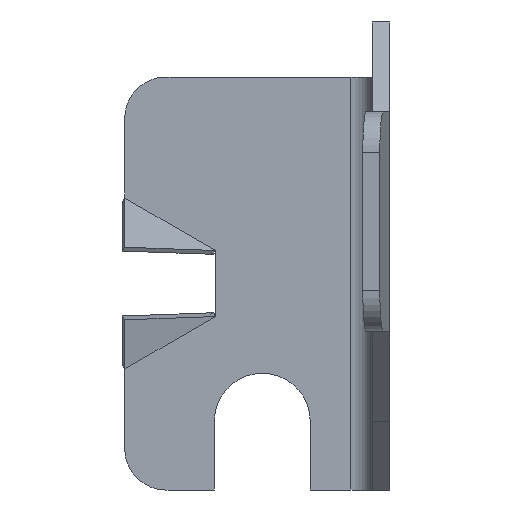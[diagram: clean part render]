
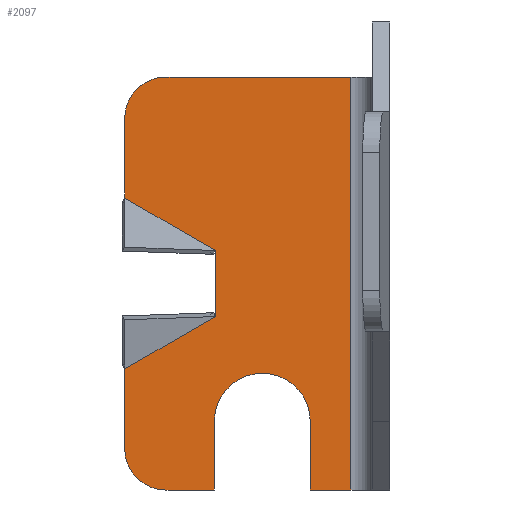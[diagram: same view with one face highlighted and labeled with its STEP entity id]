
A CAD part, left-side view. The second image highlights one B-rep face of the part: STEP entity #2097.
In plain terms, the highlighted planar face has unit normal (-1, 0, 0).
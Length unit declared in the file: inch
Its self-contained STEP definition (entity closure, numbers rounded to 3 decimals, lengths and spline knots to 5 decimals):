
#171 = DIRECTION ( 'NONE',  ( 0., -0.866, -0.5 ) ) ;
#172 = VECTOR ( 'NONE', #171, 39.37008 ) ;
#173 = CARTESIAN_POINT ( 'NONE',  ( 0., 0.285, 0.435 ) ) ;
#174 = LINE ( 'NONE', #173, #172 ) ;
#180 = CARTESIAN_POINT ( 'NONE',  ( 0., 0.285, 0.435 ) ) ;
#185 = DIRECTION ( 'NONE',  ( 0., 0.866, -0.5 ) ) ;
#186 = VECTOR ( 'NONE', #185, 39.37008 ) ;
#187 = CARTESIAN_POINT ( 'NONE',  ( 0., 0.285, 0.315 ) ) ;
#188 = LINE ( 'NONE', #187, #186 ) ;
#266 = CARTESIAN_POINT ( 'NONE',  ( 0., 0.45, 0.53026 ) ) ;
#279 = CARTESIAN_POINT ( 'NONE',  ( 0., 0.039, 0. ) ) ;
#280 = DIRECTION ( 'NONE',  ( 0., 1., 0. ) ) ;
#281 = VECTOR ( 'NONE', #280, 39.37008 ) ;
#282 = CARTESIAN_POINT ( 'NONE',  ( 0., 0.039, 0. ) ) ;
#283 = LINE ( 'NONE', #282, #281 ) ;
#284 = CARTESIAN_POINT ( 'NONE',  ( 0., 0.375, 0. ) ) ;
#329 = CARTESIAN_POINT ( 'NONE',  ( 0., 0.113, 0. ) ) ;
#334 = CARTESIAN_POINT ( 'NONE',  ( 0., 0.287, 0. ) ) ;
#340 = DIRECTION ( 'NONE',  ( 0., 1., 0. ) ) ;
#341 = VECTOR ( 'NONE', #340, 39.37008 ) ;
#342 = CARTESIAN_POINT ( 'NONE',  ( 0., 0.039, 0. ) ) ;
#343 = LINE ( 'NONE', #342, #341 ) ;
#607 = ORIENTED_EDGE ( 'NONE', *, *, #608, .T. ) ;
#608 = EDGE_CURVE ( 'NONE', #624, #674, #1279, .T. ) ;
#610 = VERTEX_POINT ( 'NONE', #1332 ) ;
#619 = EDGE_CURVE ( 'NONE', #610, #2241, #1325, .T. ) ;
#622 = EDGE_CURVE ( 'NONE', #624, #610, #1316, .T. ) ;
#623 = ORIENTED_EDGE ( 'NONE', *, *, #622, .F. ) ;
#624 = VERTEX_POINT ( 'NONE', #1312 ) ;
#643 = EDGE_CURVE ( 'NONE', #2192, #644, #1345, .T. ) ;
#644 = VERTEX_POINT ( 'NONE', #1341 ) ;
#647 = ORIENTED_EDGE ( 'NONE', *, *, #2184, .T. ) ;
#674 = VERTEX_POINT ( 'NONE', #1417 ) ;
#675 = EDGE_CURVE ( 'NONE', #674, #2249, #1416, .T. ) ;
#749 = DIRECTION ( 'NONE',  ( 0., 0., 1. ) ) ;
#1276 = DIRECTION ( 'NONE',  ( -1., 0., 0. ) ) ;
#1277 = CARTESIAN_POINT ( 'NONE',  ( 0., 0.375, 0.675 ) ) ;
#1278 = AXIS2_PLACEMENT_3D ( 'NONE', #1277, #1276, #749 ) ;
#1279 = CIRCLE ( 'NONE', #1278, 0.075 ) ;
#1312 = CARTESIAN_POINT ( 'NONE',  ( 0., 0.375, 0.75 ) ) ;
#1313 = DIRECTION ( 'NONE',  ( 0., -1., 0. ) ) ;
#1314 = VECTOR ( 'NONE', #1313, 39.37008 ) ;
#1315 = CARTESIAN_POINT ( 'NONE',  ( 0., 0.039, 0.75 ) ) ;
#1316 = LINE ( 'NONE', #1315, #1314 ) ;
#1322 = DIRECTION ( 'NONE',  ( 0., 0., -1. ) ) ;
#1323 = VECTOR ( 'NONE', #1322, 39.37008 ) ;
#1324 = CARTESIAN_POINT ( 'NONE',  ( 0., 0.039, 0.85 ) ) ;
#1325 = LINE ( 'NONE', #1324, #1323 ) ;
#1332 = CARTESIAN_POINT ( 'NONE',  ( 0., 0.039, 0.75 ) ) ;
#1341 = CARTESIAN_POINT ( 'NONE',  ( 0., 0.285, 0.315 ) ) ;
#1342 = DIRECTION ( 'NONE',  ( 0., 0., -1. ) ) ;
#1343 = VECTOR ( 'NONE', #1342, 39.37008 ) ;
#1344 = CARTESIAN_POINT ( 'NONE',  ( 0., 0.285, 0.435 ) ) ;
#1345 = LINE ( 'NONE', #1344, #1343 ) ;
#1413 = DIRECTION ( 'NONE',  ( 0., 0., -1. ) ) ;
#1414 = VECTOR ( 'NONE', #1413, 39.37008 ) ;
#1415 = CARTESIAN_POINT ( 'NONE',  ( 0., 0.45, 0.85 ) ) ;
#1416 = LINE ( 'NONE', #1415, #1414 ) ;
#1417 = CARTESIAN_POINT ( 'NONE',  ( 0., 0.45, 0.675 ) ) ;
#1879 = CIRCLE ( 'NONE', #1942, 0.075 ) ;
#1880 = CARTESIAN_POINT ( 'NONE',  ( 0., 0.45, 0.21974 ) ) ;
#1881 = DIRECTION ( 'NONE',  ( 0., 0., 1. ) ) ;
#1882 = DIRECTION ( 'NONE',  ( -1., 0., 0. ) ) ;
#1883 = CARTESIAN_POINT ( 'NONE',  ( 0., 0.039, 0.85 ) ) ;
#1884 = AXIS2_PLACEMENT_3D ( 'NONE', #1883, #1882, #1881 ) ;
#1885 = PLANE ( 'NONE',  #1884 ) ;
#1886 = FACE_OUTER_BOUND ( 'NONE', #2093, .T. ) ;
#1911 = CARTESIAN_POINT ( 'NONE',  ( 0., 0.287, 0.125 ) ) ;
#1912 = DIRECTION ( 'NONE',  ( 0., 0., -1. ) ) ;
#1913 = VECTOR ( 'NONE', #1912, 39.37008 ) ;
#1914 = CARTESIAN_POINT ( 'NONE',  ( 0., 0.45, 0.85 ) ) ;
#1915 = LINE ( 'NONE', #1914, #1913 ) ;
#1916 = DIRECTION ( 'NONE',  ( 0., 0., 1. ) ) ;
#1917 = VECTOR ( 'NONE', #1916, 39.37008 ) ;
#1918 = CARTESIAN_POINT ( 'NONE',  ( 0., 0.287, 0.125 ) ) ;
#1919 = LINE ( 'NONE', #1918, #1917 ) ;
#1920 = CARTESIAN_POINT ( 'NONE',  ( 0., 0.45, 0.075 ) ) ;
#1935 = DIRECTION ( 'NONE',  ( 0., 0., -1. ) ) ;
#1936 = VECTOR ( 'NONE', #1935, 39.37008 ) ;
#1937 = CARTESIAN_POINT ( 'NONE',  ( 0., 0.113, 0.125 ) ) ;
#1938 = LINE ( 'NONE', #1937, #1936 ) ;
#1939 = DIRECTION ( 'NONE',  ( 0., 0., 1. ) ) ;
#1940 = DIRECTION ( 'NONE',  ( -1., 0., 0. ) ) ;
#1941 = CARTESIAN_POINT ( 'NONE',  ( 0., 0.375, 0.075 ) ) ;
#1942 = AXIS2_PLACEMENT_3D ( 'NONE', #1941, #1940, #1939 ) ;
#1960 = DIRECTION ( 'NONE',  ( 0., 0., -1. ) ) ;
#1961 = DIRECTION ( 'NONE',  ( 1., 0., 0. ) ) ;
#1962 = CARTESIAN_POINT ( 'NONE',  ( 0., 0.2, 0.125 ) ) ;
#1963 = AXIS2_PLACEMENT_3D ( 'NONE', #1962, #1961, #1960 ) ;
#1964 = CIRCLE ( 'NONE', #1963, 0.087 ) ;
#1965 = CARTESIAN_POINT ( 'NONE',  ( 0., 0.113, 0.125 ) ) ;
#2090 = ORIENTED_EDGE ( 'NONE', *, *, #2279, .F. ) ;
#2093 = EDGE_LOOP ( 'NONE', ( #2116, #2113, #2094, #2090, #2123, #623, #607, #2196, #2185, #2190, #647, #2208, #2183, #2103 ) ) ;
#2094 = ORIENTED_EDGE ( 'NONE', *, *, #2101, .T. ) ;
#2097 = ADVANCED_FACE ( 'NONE', ( #1886 ), #1885, .T. ) ;
#2099 = VERTEX_POINT ( 'NONE', #1880 ) ;
#2100 = EDGE_CURVE ( 'NONE', #2110, #2239, #1879, .T. ) ;
#2101 = EDGE_CURVE ( 'NONE', #2117, #2287, #1938, .T. ) ;
#2103 = ORIENTED_EDGE ( 'NONE', *, *, #2240, .F. ) ;
#2110 = VERTEX_POINT ( 'NONE', #1920 ) ;
#2111 = EDGE_CURVE ( 'NONE', #2283, #2114, #1919, .T. ) ;
#2112 = EDGE_CURVE ( 'NONE', #2099, #2110, #1915, .T. ) ;
#2113 = ORIENTED_EDGE ( 'NONE', *, *, #2118, .T. ) ;
#2114 = VERTEX_POINT ( 'NONE', #1911 ) ;
#2116 = ORIENTED_EDGE ( 'NONE', *, *, #2111, .T. ) ;
#2117 = VERTEX_POINT ( 'NONE', #1965 ) ;
#2118 = EDGE_CURVE ( 'NONE', #2114, #2117, #1964, .T. ) ;
#2123 = ORIENTED_EDGE ( 'NONE', *, *, #619, .F. ) ;
#2183 = ORIENTED_EDGE ( 'NONE', *, *, #2100, .T. ) ;
#2184 = EDGE_CURVE ( 'NONE', #644, #2099, #188, .T. ) ;
#2185 = ORIENTED_EDGE ( 'NONE', *, *, #2194, .T. ) ;
#2190 = ORIENTED_EDGE ( 'NONE', *, *, #643, .T. ) ;
#2192 = VERTEX_POINT ( 'NONE', #180 ) ;
#2194 = EDGE_CURVE ( 'NONE', #2249, #2192, #174, .T. ) ;
#2196 = ORIENTED_EDGE ( 'NONE', *, *, #675, .T. ) ;
#2208 = ORIENTED_EDGE ( 'NONE', *, *, #2112, .T. ) ;
#2239 = VERTEX_POINT ( 'NONE', #284 ) ;
#2240 = EDGE_CURVE ( 'NONE', #2283, #2239, #283, .T. ) ;
#2241 = VERTEX_POINT ( 'NONE', #279 ) ;
#2249 = VERTEX_POINT ( 'NONE', #266 ) ;
#2279 = EDGE_CURVE ( 'NONE', #2241, #2287, #343, .T. ) ;
#2283 = VERTEX_POINT ( 'NONE', #334 ) ;
#2287 = VERTEX_POINT ( 'NONE', #329 ) ;
